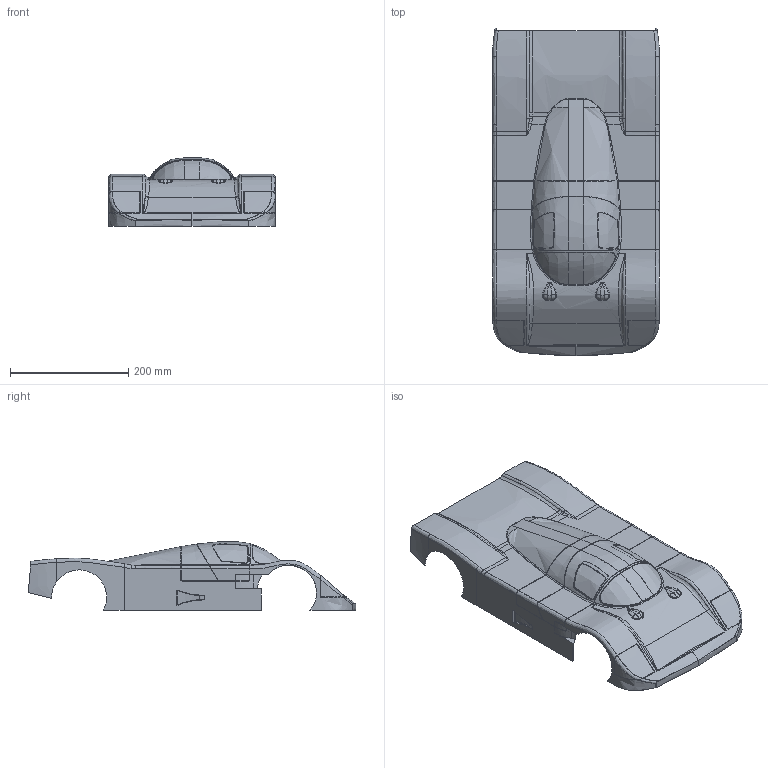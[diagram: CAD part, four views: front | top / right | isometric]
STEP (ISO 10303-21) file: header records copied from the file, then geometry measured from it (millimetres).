
FILE_DESCRIPTION(('FreeCAD Model'),'2;1');
FILE_NAME('Open CASCADE Shape Model','2025-05-04T18:17:29',('FreeCAD'),( 'FreeCAD'),'Open CASCADE STEP processor 7.6','FreeCAD','Unknown');
FILE_SCHEMA(('AUTOMOTIVE_DESIGN { 1 0 10303 214 1 1 1 1 }'));
Products named in the file (1): Open CASCADE STEP translator 7.6 1
Bounding box: 282.56 x 554.61 x 116.75 mm (x, y, z)
Volume: 355133.7 mm3; surface area: 453615.6 mm2
Topology: 1 solids, 1 shells, 690 faces, 1905 edges, 1215 vertices
Faces by surface type: bspline 690
Entity records: 51012 total; most frequent: CARTESIAN_POINT 39856, ORIENTED_EDGE 3782, EDGE_CURVE 1891, B_SPLINE_CURVE_WITH_KNOTS 1528, VERTEX_POINT 1215, FACE_BOUND 702, EDGE_LOOP 702, ADVANCED_FACE 690
